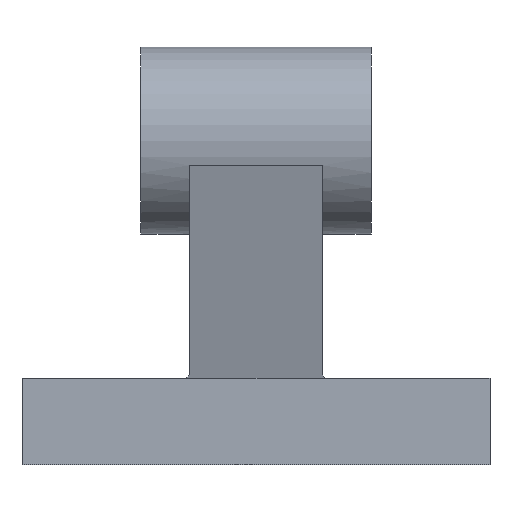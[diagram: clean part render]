
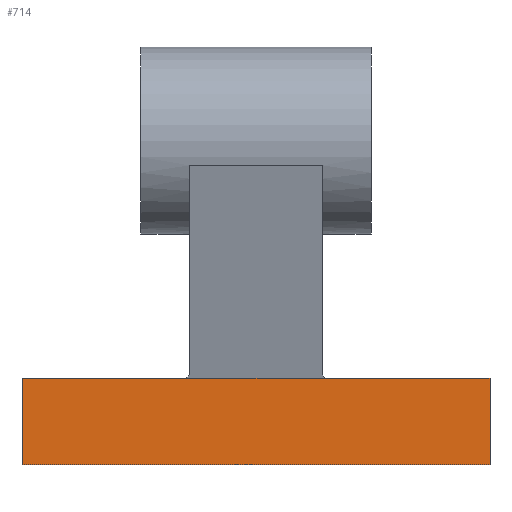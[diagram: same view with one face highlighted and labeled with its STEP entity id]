
A CAD part, left-side view. The second image highlights one B-rep face of the part: STEP entity #714.
In plain terms, the highlighted planar face has unit normal (-1, 0, 0).
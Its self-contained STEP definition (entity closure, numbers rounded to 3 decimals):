
#89 = FACE_OUTER_BOUND ( 'NONE', #306, .T. ) ;
#100 = ORIENTED_EDGE ( 'NONE', *, *, #1229, .F. ) ;
#200 = ORIENTED_EDGE ( 'NONE', *, *, #1185, .T. ) ;
#211 = ORIENTED_EDGE ( 'NONE', *, *, #1227, .F. ) ;
#259 = ORIENTED_EDGE ( 'NONE', *, *, #1175, .F. ) ;
#274 = ORIENTED_EDGE ( 'NONE', *, *, #1234, .F. ) ;
#306 = EDGE_LOOP ( 'NONE', ( #347, #100, #259, #274, #211, #200 ) ) ;
#347 = ORIENTED_EDGE ( 'NONE', *, *, #1233, .T. ) ;
#395 = LINE ( 'NONE', #763, #439 ) ;
#405 = LINE ( 'NONE', #589, #408 ) ;
#408 = VECTOR ( 'NONE', #584, 1000. ) ;
#414 = LINE ( 'NONE', #749, #449 ) ;
#419 = LINE ( 'NONE', #550, #470 ) ;
#430 = VECTOR ( 'NONE', #761, 1000. ) ;
#431 = LINE ( 'NONE', #653, #430 ) ;
#439 = VECTOR ( 'NONE', #753, 1000. ) ;
#449 = VECTOR ( 'NONE', #748, 1000. ) ;
#464 = VECTOR ( 'NONE', #762, 1000. ) ;
#470 = VECTOR ( 'NONE', #546, 1000. ) ;
#479 = LINE ( 'NONE', #754, #464 ) ;
#546 = DIRECTION ( 'NONE',  ( 0., 0., -1. ) ) ;
#550 = CARTESIAN_POINT ( 'NONE',  ( 0., 65., 12. ) ) ;
#584 = DIRECTION ( 'NONE',  ( 0., -1., 0. ) ) ;
#589 = CARTESIAN_POINT ( 'NONE',  ( 0., 0., 12. ) ) ;
#653 = CARTESIAN_POINT ( 'NONE',  ( 0., 0., 12. ) ) ;
#714 = ADVANCED_FACE ( 'NONE', ( #89 ), #807, .F. ) ;
#748 = DIRECTION ( 'NONE',  ( 0., -1., 0. ) ) ;
#749 = CARTESIAN_POINT ( 'NONE',  ( 0., 41.75, 12. ) ) ;
#753 = DIRECTION ( 'NONE',  ( 0., 0., -1. ) ) ;
#754 = CARTESIAN_POINT ( 'NONE',  ( 0., 0., 0. ) ) ;
#761 = DIRECTION ( 'NONE',  ( 0., -1., 0. ) ) ;
#762 = DIRECTION ( 'NONE',  ( 0., -1., 0. ) ) ;
#763 = CARTESIAN_POINT ( 'NONE',  ( 0., 0., 12. ) ) ;
#795 = VERTEX_POINT ( 'NONE', #854 ) ;
#807 = PLANE ( 'NONE',  #1110 ) ;
#825 = VERTEX_POINT ( 'NONE', #993 ) ;
#839 = DIRECTION ( 'NONE',  ( 1., 0., 0. ) ) ;
#843 = CARTESIAN_POINT ( 'NONE',  ( 0., 65., 12. ) ) ;
#854 = CARTESIAN_POINT ( 'NONE',  ( 0., 42.25, 12. ) ) ;
#894 = CARTESIAN_POINT ( 'NONE',  ( 0., 0., 0. ) ) ;
#905 = CARTESIAN_POINT ( 'NONE',  ( 0., 0., 12. ) ) ;
#935 = VERTEX_POINT ( 'NONE', #956 ) ;
#956 = CARTESIAN_POINT ( 'NONE',  ( 0., 22.75, 12. ) ) ;
#978 = VERTEX_POINT ( 'NONE', #894 ) ;
#991 = DIRECTION ( 'NONE',  ( 0., 0., -1. ) ) ;
#993 = CARTESIAN_POINT ( 'NONE',  ( 0., 65., 0. ) ) ;
#1022 = CARTESIAN_POINT ( 'NONE',  ( 0., 0., 12. ) ) ;
#1028 = VERTEX_POINT ( 'NONE', #843 ) ;
#1054 = VERTEX_POINT ( 'NONE', #905 ) ;
#1110 = AXIS2_PLACEMENT_3D ( 'NONE', #1022, #839, #991 ) ;
#1175 = EDGE_CURVE ( 'NONE', #935, #1054, #405, .T. ) ;
#1185 = EDGE_CURVE ( 'NONE', #1028, #825, #419, .T. ) ;
#1227 = EDGE_CURVE ( 'NONE', #1028, #795, #431, .T. ) ;
#1229 = EDGE_CURVE ( 'NONE', #1054, #978, #395, .T. ) ;
#1233 = EDGE_CURVE ( 'NONE', #825, #978, #479, .T. ) ;
#1234 = EDGE_CURVE ( 'NONE', #795, #935, #414, .T. ) ;
